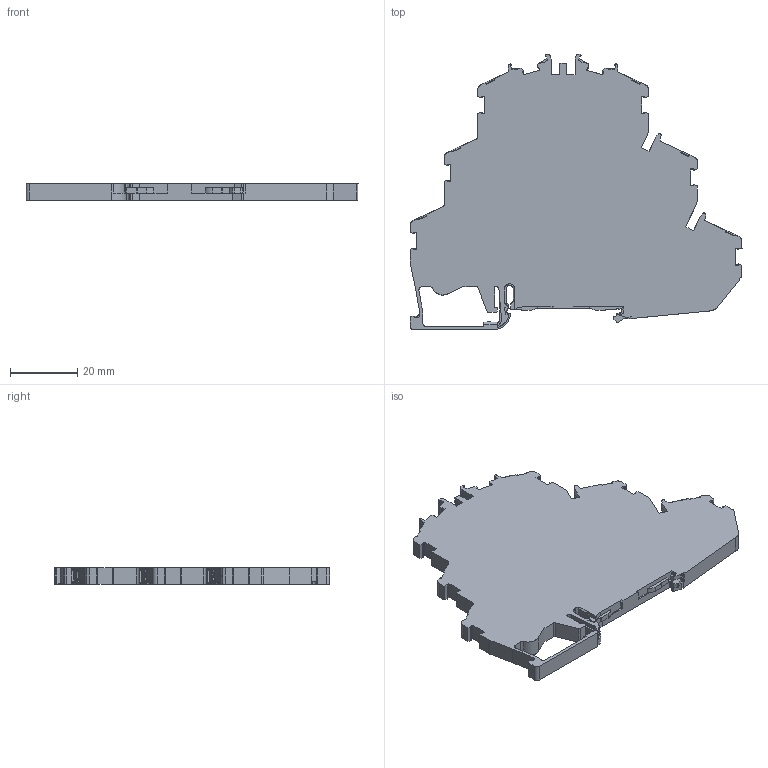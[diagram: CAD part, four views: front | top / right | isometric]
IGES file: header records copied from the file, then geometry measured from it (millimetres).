
Start section: SolidWorks IGES file using analytic representation for surfaces
Global section: file name: 307180_PYK 2,5-2FT_BG.IGS; native system: SolidWorks 2015; preprocessor: SolidWorks 2015; author: guveng; date: 150805.083618; units: millimetre
Bounding box: 98.73 x 81.85 x 5 mm (x, y, z)
Surface area: 13181.1 mm2 (no closed solid volume)
Topology: 0 solids, 0 shells, 738 faces, 7446 edges, 9594 vertices
Faces by surface type: bspline 509, revolution 229
